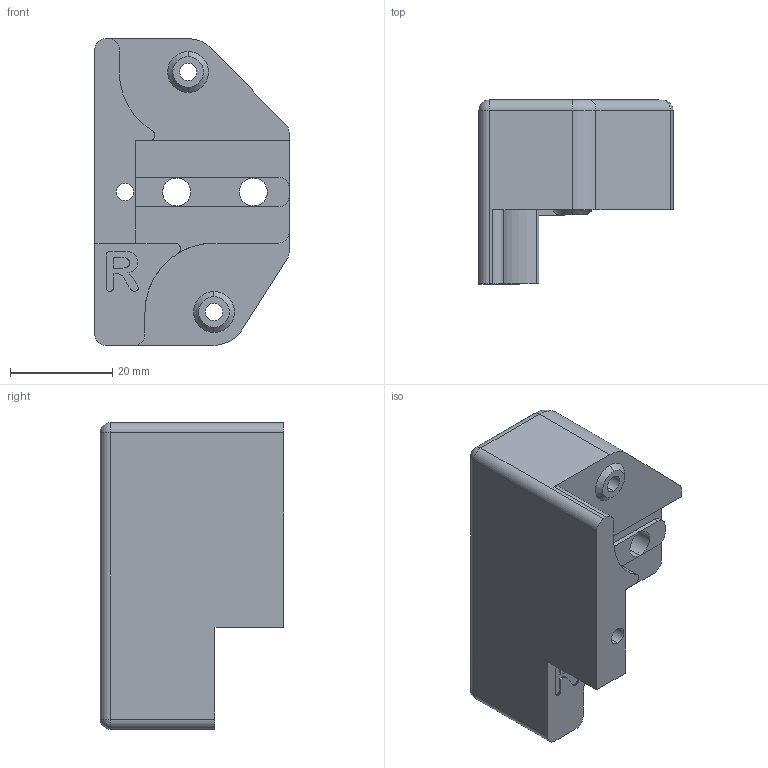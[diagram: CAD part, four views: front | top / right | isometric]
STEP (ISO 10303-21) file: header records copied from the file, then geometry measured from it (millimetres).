
FILE_DESCRIPTION (( 'STEP AP203' ), '1' );
FILE_NAME ('blv-10mm-x gantry right top_v1.STEP', '2019-06-05T08:17:35', ( '' ), ( '' ), 'SwSTEP 2.0', 'SolidWorks 2016', '' );
FILE_SCHEMA (( 'CONFIG_CONTROL_DESIGN' ));
Length unit declared in the file: millimetre
Products named in the file (2): blv-10mm-x gantry right top_v1
Bounding box: 38 x 36 x 60 mm (x, y, z)
Volume: 35717.2 mm3; surface area: 10724.8 mm2
Topology: 1 solids, 1 shells, 104 faces, 269 edges, 171 vertices
Faces by surface type: cylinder 41, plane 40, bspline 13, cone 4, sphere 4, torus 2
Entity records: 3892 total; most frequent: CARTESIAN_POINT 1203, ORIENTED_EDGE 530, DIRECTION 519, EDGE_CURVE 265, AXIS2_PLACEMENT_3D 187, VERTEX_POINT 171, LINE 145, VECTOR 145
